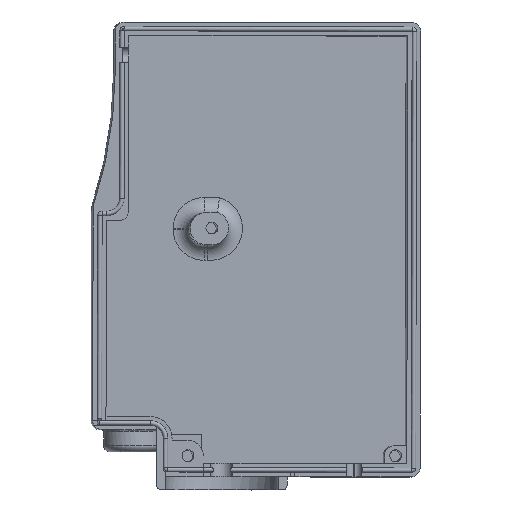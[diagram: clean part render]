
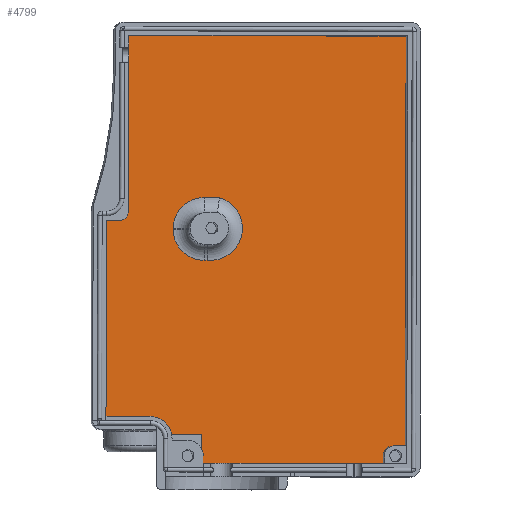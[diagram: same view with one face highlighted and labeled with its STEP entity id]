
A CAD part, front view. The second image highlights one B-rep face of the part: STEP entity #4799.
In plain terms, the highlighted planar face has unit normal (0.018, -1, 0.003).
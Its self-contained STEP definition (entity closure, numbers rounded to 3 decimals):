
#279=FACE_BOUND('',#692,.T.);
#292=PLANE('',#5098);
#412=FACE_OUTER_BOUND('',#691,.T.);
#691=EDGE_LOOP('',(#3261,#3262,#3263,#3264,#3265,#3266,#3267,#3268,#3269,
#3270,#3271,#3272,#3273,#3274,#3275,#3276,#3277));
#692=EDGE_LOOP('',(#3278,#3279,#3280,#3281,#3282,#3283,#3284));
#971=LINE('',#6696,#1395);
#975=LINE('',#6705,#1399);
#980=LINE('',#6718,#1404);
#983=LINE('',#6724,#1407);
#996=LINE('',#6756,#1420);
#997=LINE('',#6758,#1421);
#998=LINE('',#6760,#1422);
#999=LINE('',#6764,#1423);
#1000=LINE('',#6766,#1424);
#1001=LINE('',#6768,#1425);
#1002=LINE('',#6772,#1426);
#1003=LINE('',#6774,#1427);
#1004=LINE('',#6777,#1428);
#1005=LINE('',#6782,#1429);
#1006=LINE('',#6784,#1430);
#1007=LINE('',#6788,#1431);
#1008=LINE('',#6791,#1432);
#1395=VECTOR('',#5487,10.);
#1399=VECTOR('',#5493,10.);
#1404=VECTOR('',#5506,10.);
#1407=VECTOR('',#5513,10.);
#1420=VECTOR('',#5534,10.);
#1421=VECTOR('',#5535,1000.);
#1422=VECTOR('',#5536,1000.);
#1423=VECTOR('',#5539,1000.);
#1424=VECTOR('',#5540,1000.);
#1425=VECTOR('',#5541,10.);
#1426=VECTOR('',#5544,10.);
#1427=VECTOR('',#5545,10.);
#1428=VECTOR('',#5548,10.);
#1429=VECTOR('',#5551,10.);
#1430=VECTOR('',#5552,10.);
#1431=VECTOR('',#5555,10.);
#1432=VECTOR('',#5558,10.);
#1820=CIRCLE('',#5090,2.);
#1825=CIRCLE('',#5099,2.);
#1826=CIRCLE('',#5100,5.);
#1827=CIRCLE('',#5101,3.5);
#1828=CIRCLE('',#5102,7.25);
#1829=CIRCLE('',#5103,7.);
#1830=CIRCLE('',#5104,7.);
#1980=VERTEX_POINT('',#6694);
#1981=VERTEX_POINT('',#6695);
#1984=VERTEX_POINT('',#6703);
#1985=VERTEX_POINT('',#6704);
#1988=VERTEX_POINT('',#6712);
#1990=VERTEX_POINT('',#6723);
#2005=VERTEX_POINT('',#6755);
#2006=VERTEX_POINT('',#6757);
#2007=VERTEX_POINT('',#6759);
#2008=VERTEX_POINT('',#6761);
#2009=VERTEX_POINT('',#6763);
#2010=VERTEX_POINT('',#6765);
#2011=VERTEX_POINT('',#6767);
#2012=VERTEX_POINT('',#6769);
#2013=VERTEX_POINT('',#6771);
#2014=VERTEX_POINT('',#6773);
#2015=VERTEX_POINT('',#6775);
#2016=VERTEX_POINT('',#6778);
#2017=VERTEX_POINT('',#6779);
#2018=VERTEX_POINT('',#6781);
#2019=VERTEX_POINT('',#6783);
#2020=VERTEX_POINT('',#6785);
#2021=VERTEX_POINT('',#6787);
#2022=VERTEX_POINT('',#6789);
#2466=EDGE_CURVE('',#1980,#1981,#971,.T.);
#2470=EDGE_CURVE('',#1984,#1985,#975,.T.);
#2474=EDGE_CURVE('',#1985,#1988,#1820,.T.);
#2477=EDGE_CURVE('',#1988,#1980,#980,.T.);
#2480=EDGE_CURVE('',#1984,#1990,#983,.T.);
#2496=EDGE_CURVE('',#2005,#1981,#996,.T.);
#2497=EDGE_CURVE('',#2006,#2005,#997,.T.);
#2498=EDGE_CURVE('',#2007,#2006,#998,.T.);
#2499=EDGE_CURVE('',#2007,#2008,#1825,.T.);
#2500=EDGE_CURVE('',#2009,#2008,#999,.T.);
#2501=EDGE_CURVE('',#2009,#2010,#1000,.T.);
#2502=EDGE_CURVE('',#2011,#2010,#1001,.T.);
#2503=EDGE_CURVE('',#2012,#2011,#1826,.T.);
#2504=EDGE_CURVE('',#2013,#2012,#1002,.T.);
#2505=EDGE_CURVE('',#2014,#2013,#1003,.T.);
#2506=EDGE_CURVE('',#2015,#2014,#1827,.T.);
#2507=EDGE_CURVE('',#1990,#2015,#1004,.T.);
#2508=EDGE_CURVE('',#2016,#2017,#1828,.T.);
#2509=EDGE_CURVE('',#2017,#2018,#1005,.T.);
#2510=EDGE_CURVE('',#2019,#2018,#1006,.T.);
#2511=EDGE_CURVE('',#2020,#2019,#1829,.T.);
#2512=EDGE_CURVE('',#2021,#2020,#1007,.T.);
#2513=EDGE_CURVE('',#2022,#2021,#1830,.T.);
#2514=EDGE_CURVE('',#2016,#2022,#1008,.T.);
#3261=ORIENTED_EDGE('',*,*,#2470,.T.);
#3262=ORIENTED_EDGE('',*,*,#2474,.T.);
#3263=ORIENTED_EDGE('',*,*,#2477,.T.);
#3264=ORIENTED_EDGE('',*,*,#2466,.T.);
#3265=ORIENTED_EDGE('',*,*,#2496,.F.);
#3266=ORIENTED_EDGE('',*,*,#2497,.F.);
#3267=ORIENTED_EDGE('',*,*,#2498,.F.);
#3268=ORIENTED_EDGE('',*,*,#2499,.T.);
#3269=ORIENTED_EDGE('',*,*,#2500,.F.);
#3270=ORIENTED_EDGE('',*,*,#2501,.T.);
#3271=ORIENTED_EDGE('',*,*,#2502,.F.);
#3272=ORIENTED_EDGE('',*,*,#2503,.F.);
#3273=ORIENTED_EDGE('',*,*,#2504,.F.);
#3274=ORIENTED_EDGE('',*,*,#2505,.F.);
#3275=ORIENTED_EDGE('',*,*,#2506,.F.);
#3276=ORIENTED_EDGE('',*,*,#2507,.F.);
#3277=ORIENTED_EDGE('',*,*,#2480,.F.);
#3278=ORIENTED_EDGE('',*,*,#2508,.T.);
#3279=ORIENTED_EDGE('',*,*,#2509,.T.);
#3280=ORIENTED_EDGE('',*,*,#2510,.F.);
#3281=ORIENTED_EDGE('',*,*,#2511,.F.);
#3282=ORIENTED_EDGE('',*,*,#2512,.F.);
#3283=ORIENTED_EDGE('',*,*,#2513,.F.);
#3284=ORIENTED_EDGE('',*,*,#2514,.F.);
#4799=ADVANCED_FACE('',(#412,#279),#292,.F.);
#5090=AXIS2_PLACEMENT_3D('',#6713,#5499,#5500);
#5098=AXIS2_PLACEMENT_3D('',#6754,#5532,#5533);
#5099=AXIS2_PLACEMENT_3D('',#6762,#5537,#5538);
#5100=AXIS2_PLACEMENT_3D('',#6770,#5542,#5543);
#5101=AXIS2_PLACEMENT_3D('',#6776,#5546,#5547);
#5102=AXIS2_PLACEMENT_3D('',#6780,#5549,#5550);
#5103=AXIS2_PLACEMENT_3D('',#6786,#5553,#5554);
#5104=AXIS2_PLACEMENT_3D('',#6790,#5556,#5557);
#5487=DIRECTION('',(0.,-0.003,-1.));
#5493=DIRECTION('',(0.,0.003,1.));
#5499=DIRECTION('center_axis',(-0.018,1.,-0.003));
#5500=DIRECTION('ref_axis',(-1.,-0.018,0.));
#5506=DIRECTION('',(1.,0.018,0.));
#5513=DIRECTION('',(-1.,-0.018,0.002));
#5532=DIRECTION('center_axis',(-0.018,1.,-0.003));
#5533=DIRECTION('ref_axis',(0.002,0.003,1.));
#5534=DIRECTION('',(-0.002,-0.003,-1.));
#5535=DIRECTION('',(1.,0.018,-0.002));
#5536=DIRECTION('',(0.002,0.003,1.));
#5537=DIRECTION('center_axis',(-0.018,1.,-0.003));
#5538=DIRECTION('ref_axis',(0.002,0.003,1.));
#5539=DIRECTION('',(1.,0.018,-0.002));
#5540=DIRECTION('',(-0.002,-0.003,-1.));
#5541=DIRECTION('',(-1.,-0.018,0.002));
#5542=DIRECTION('center_axis',(0.018,-1.,0.003));
#5543=DIRECTION('ref_axis',(-0.002,-0.003,-1.));
#5544=DIRECTION('',(-1.,-0.018,0.002));
#5545=DIRECTION('',(0.002,0.003,1.));
#5546=DIRECTION('center_axis',(0.018,-1.,0.003));
#5547=DIRECTION('ref_axis',(0.002,0.003,1.));
#5548=DIRECTION('',(0.002,0.003,1.));
#5549=DIRECTION('center_axis',(-0.018,1.,-0.003));
#5550=DIRECTION('ref_axis',(0.,-0.003,-1.));
#5551=DIRECTION('',(-0.002,-0.003,-1.));
#5552=DIRECTION('',(1.,0.018,-0.002));
#5553=DIRECTION('center_axis',(0.018,-1.,0.003));
#5554=DIRECTION('ref_axis',(-0.708,-0.015,-0.706));
#5555=DIRECTION('',(-0.002,-0.003,-1.));
#5556=DIRECTION('center_axis',(0.018,-1.,0.003));
#5557=DIRECTION('ref_axis',(-0.706,-0.01,0.709));
#5558=DIRECTION('',(-1.,-0.018,0.002));
#6694=CARTESIAN_POINT('',(9.147,44.104,-144.258));
#6695=CARTESIAN_POINT('',(9.147,44.091,-148.258));
#6696=CARTESIAN_POINT('',(9.147,44.171,-124.542));
#6703=CARTESIAN_POINT('',(4.148,44.003,-148.247));
#6704=CARTESIAN_POINT('',(4.148,44.01,-146.258));
#6705=CARTESIAN_POINT('',(4.148,44.086,-123.541));
#6712=CARTESIAN_POINT('',(6.148,44.052,-144.258));
#6713=CARTESIAN_POINT('Origin',(6.148,44.045,-146.258));
#6718=CARTESIAN_POINT('',(-5.901,43.839,-144.257));
#6723=CARTESIAN_POINT('',(-36.841,43.28,-148.16));
#6724=CARTESIAN_POINT('',(-3.101,43.875,-148.232));
#6754=CARTESIAN_POINT('Origin',(-20.95,43.72,-100.823));
#6755=CARTESIAN_POINT('',(9.348,44.42,-51.517));
#6756=CARTESIAN_POINT('',(9.3,44.341,-74.703));
#6757=CARTESIAN_POINT('',(-53.742,43.307,-51.383));
#6758=CARTESIAN_POINT('',(-20.847,43.887,-51.453));
#6759=CARTESIAN_POINT('',(-53.825,43.172,-91.222));
#6760=CARTESIAN_POINT('',(-53.845,43.14,-100.753));
#6761=CARTESIAN_POINT('',(-55.829,43.13,-93.218));
#6762=CARTESIAN_POINT('Origin',(-55.824,43.137,-91.218));
#6763=CARTESIAN_POINT('',(-58.791,43.078,-93.212));
#6764=CARTESIAN_POINT('',(-59.79,43.06,-93.21));
#6765=CARTESIAN_POINT('',(-58.882,42.927,-137.545));
#6766=CARTESIAN_POINT('',(-58.698,43.23,-48.372));
#6767=CARTESIAN_POINT('',(-48.936,43.103,-137.567));
#6768=CARTESIAN_POINT('',(-27.881,43.474,-137.612));
#6769=CARTESIAN_POINT('',(-44.047,43.175,-141.573));
#6770=CARTESIAN_POINT('Origin',(-48.946,43.086,-142.567));
#6771=CARTESIAN_POINT('',(-36.828,43.303,-141.588));
#6772=CARTESIAN_POINT('',(-34.682,43.34,-141.593));
#6773=CARTESIAN_POINT('',(-36.838,43.286,-146.455));
#6774=CARTESIAN_POINT('',(-36.742,43.443,-100.292));
#6775=CARTESIAN_POINT('',(-36.838,43.286,-146.502));
#6776=CARTESIAN_POINT('Origin',(-40.337,43.224,-146.494));
#6777=CARTESIAN_POINT('',(-36.738,43.45,-98.292));
#6778=CARTESIAN_POINT('',(-32.836,43.553,-88.027));
#6779=CARTESIAN_POINT('',(-35.679,43.455,-102.182));
#6780=CARTESIAN_POINT('Origin',(-34.914,43.493,-94.973));
#6781=CARTESIAN_POINT('',(-35.679,43.455,-102.221));
#6782=CARTESIAN_POINT('',(-35.674,43.464,-99.647));
#6783=CARTESIAN_POINT('',(-36.35,43.443,-102.22));
#6784=CARTESIAN_POINT('',(-30.815,43.541,-102.232));
#6785=CARTESIAN_POINT('',(-43.335,43.344,-95.205));
#6786=CARTESIAN_POINT('Origin',(-36.336,43.467,-95.22));
#6787=CARTESIAN_POINT('',(-43.334,43.344,-95.005));
#6788=CARTESIAN_POINT('',(-43.292,43.414,-74.59));
#6789=CARTESIAN_POINT('',(-36.321,43.492,-88.02));
#6790=CARTESIAN_POINT('Origin',(-36.335,43.468,-95.02));
#6791=CARTESIAN_POINT('',(-19.416,43.79,-88.056));
